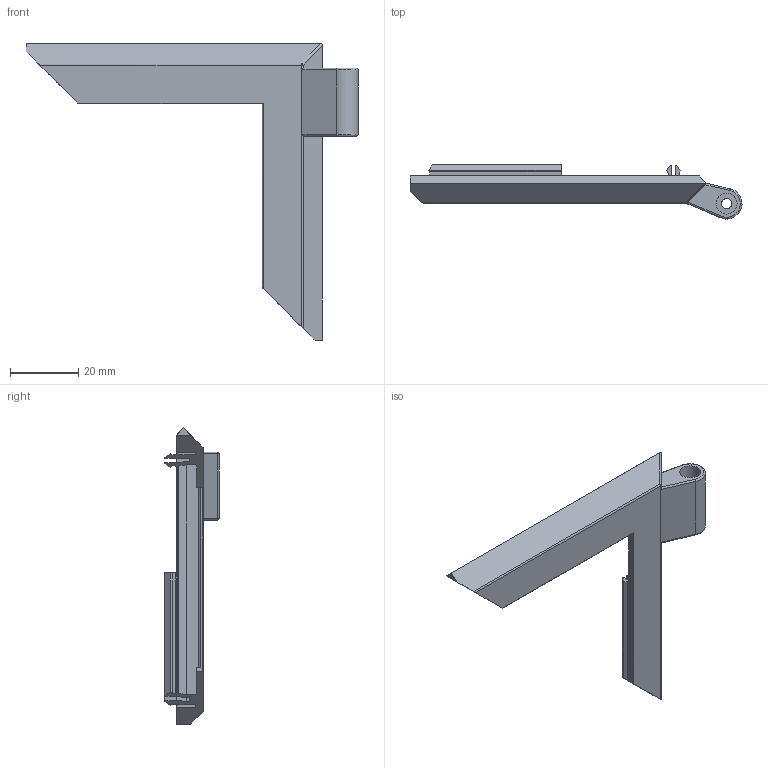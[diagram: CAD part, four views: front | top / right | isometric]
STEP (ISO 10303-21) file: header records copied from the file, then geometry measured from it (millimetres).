
FILE_DESCRIPTION(/* description */ (''),/* implementation_level */ '2;1');
FILE_NAME(/* name */ 'zp_hinge_bottom_fixed_v2_x1.stl.step',/* time_stamp */ '2026-01-08T22:27:47-05:00',/* author */ (''),/* organization */ (''),/* preprocessor_version */ 'ST-DEVELOPER v20.1',/* originating_system */ 'Autodesk Translation Framework v14.21.0.0',/* authorisation */ '');
FILE_SCHEMA (('AUTOMOTIVE_DESIGN { 1 0 10303 214 3 1 1 }'));
Length unit declared in the file: millimetre
Products named in the file (1): ZeroPanels v3
Bounding box: 97.53 x 15.88 x 87.02 mm (x, y, z)
Volume: 13119.1 mm3; surface area: 10300.8 mm2
Topology: 1 solids, 1 shells, 102 faces, 268 edges, 170 vertices
Faces by surface type: plane 80, cylinder 19, torus 2, sphere 1
Full cylindrical faces by diameter (mm): 3 x1, 6.1 x2
Entity records: 3127 total; most frequent: CARTESIAN_POINT 563, ORIENTED_EDGE 536, DIRECTION 511, EDGE_CURVE 268, LINE 227, VECTOR 227, VERTEX_POINT 170, AXIS2_PLACEMENT_3D 142
